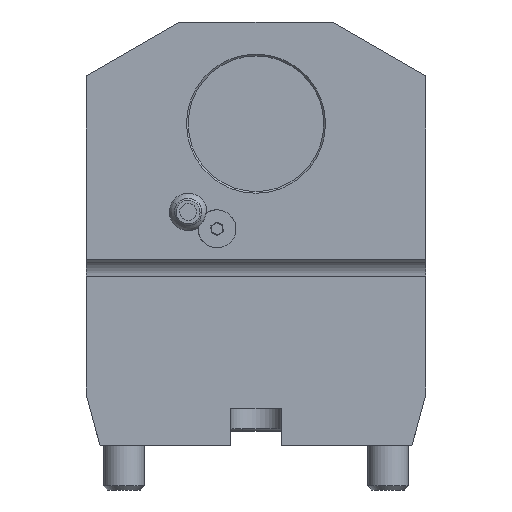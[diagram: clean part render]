
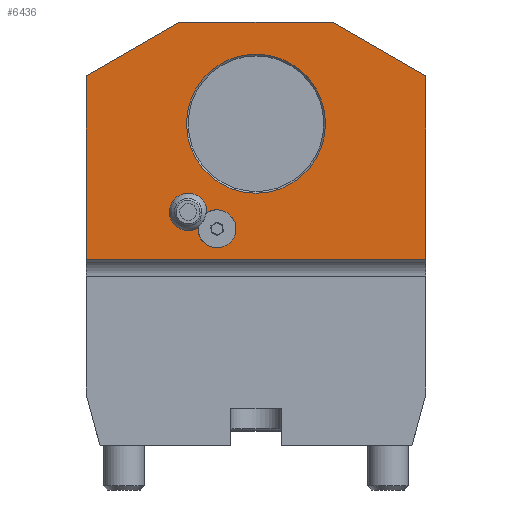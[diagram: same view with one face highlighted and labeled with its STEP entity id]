
A CAD part, left-side view. The second image highlights one B-rep face of the part: STEP entity #6436.
In plain terms, the highlighted planar face has unit normal (-1, 0, 0).
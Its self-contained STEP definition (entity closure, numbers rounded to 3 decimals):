
#66=DIRECTION('',(0.,0.,1.));
#67=VECTOR('',#66,54.123);
#68=CARTESIAN_POINT('',(-71.,-50.,55.));
#69=LINE('',#68,#67);
#1310=DIRECTION('',(0.,-1.,0.));
#1311=VECTOR('',#1310,45.);
#1312=CARTESIAN_POINT('',(-71.,22.5,125.));
#1313=LINE('',#1312,#1311);
#1322=DIRECTION('',(0.,-1.,0.));
#1323=VECTOR('',#1322,100.);
#1324=CARTESIAN_POINT('',(-71.,50.,55.));
#1325=LINE('',#1324,#1323);
#1326=DIRECTION('',(0.,0.,1.));
#1327=VECTOR('',#1326,54.123);
#1328=CARTESIAN_POINT('',(-71.,50.,55.));
#1329=LINE('',#1328,#1327);
#1330=DIRECTION('',(0.,-0.866,0.5));
#1331=VECTOR('',#1330,31.754);
#1332=CARTESIAN_POINT('',(-71.,50.,109.123));
#1333=LINE('',#1332,#1331);
#1334=DIRECTION('',(0.,0.866,0.5));
#1335=VECTOR('',#1334,31.754);
#1336=CARTESIAN_POINT('',(-71.,-50.,109.123));
#1337=LINE('',#1336,#1335);
#1338=CARTESIAN_POINT('',(-71.,0.,95.));
#1339=DIRECTION('',(1.,0.,0.));
#1340=DIRECTION('',(0.,1.,0.));
#1341=AXIS2_PLACEMENT_3D('',#1338,#1339,#1340);
#1343=CARTESIAN_POINT('',(-71.,0.,95.));
#1344=DIRECTION('',(1.,0.,0.));
#1345=DIRECTION('',(0.,-1.,0.));
#1346=AXIS2_PLACEMENT_3D('',#1343,#1344,#1345);
#1348=CARTESIAN_POINT('',(-71.,20.,69.));
#1349=DIRECTION('',(-1.,0.,0.));
#1350=DIRECTION('',(0.,-0.987,-0.159));
#1351=AXIS2_PLACEMENT_3D('',#1348,#1349,#1350);
#1353=CARTESIAN_POINT('',(-71.,20.,69.));
#1354=DIRECTION('',(-1.,0.,0.));
#1355=DIRECTION('',(0.,0.833,0.553));
#1356=AXIS2_PLACEMENT_3D('',#1353,#1354,#1355);
#2040=CARTESIAN_POINT('',(-71.,11.5,64.));
#2041=DIRECTION('',(1.,0.,0.));
#2042=DIRECTION('',(0.,0.593,0.805));
#2043=AXIS2_PLACEMENT_3D('',#2040,#2041,#2042);
#2068=CARTESIAN_POINT('',(-71.,16.579,64.653));
#2095=CARTESIAN_POINT('',(-71.,14.539,68.121));
#4617=CARTESIAN_POINT('',(-71.,22.5,125.));
#4619=VERTEX_POINT('',#4617);
#4622=CARTESIAN_POINT('',(-71.,50.,109.123));
#4624=VERTEX_POINT('',#4622);
#4691=CARTESIAN_POINT('',(-71.,20.5,95.));
#4692=CARTESIAN_POINT('',(-71.,-20.5,95.));
#4693=VERTEX_POINT('',#4691);
#4694=VERTEX_POINT('',#4692);
#4703=CARTESIAN_POINT('',(-71.,-22.5,125.));
#4705=VERTEX_POINT('',#4703);
#4707=CARTESIAN_POINT('',(-71.,-50.,109.123));
#4709=VERTEX_POINT('',#4707);
#4723=CARTESIAN_POINT('',(-71.,-50.,55.));
#4724=VERTEX_POINT('',#4723);
#4729=CARTESIAN_POINT('',(-71.,50.,55.));
#4730=VERTEX_POINT('',#4729);
#5203=CARTESIAN_POINT('',(-71.,24.609,72.058));
#5204=VERTEX_POINT('',#5203);
#5246=VERTEX_POINT('',#2068);
#5250=VERTEX_POINT('',#2095);
#6408=CARTESIAN_POINT('',(-71.,50.,0.));
#6409=DIRECTION('',(-1.,0.,0.));
#6410=DIRECTION('',(0.,-1.,0.));
#6411=AXIS2_PLACEMENT_3D('',#6408,#6409,#6410);
#6412=PLANE('',#6411);
#6414=ORIENTED_EDGE('',*,*,#6413,.F.);
#6415=ORIENTED_EDGE('',*,*,#5501,.T.);
#6416=ORIENTED_EDGE('',*,*,#6375,.T.);
#6417=ORIENTED_EDGE('',*,*,#6388,.T.);
#6418=ORIENTED_EDGE('',*,*,#6402,.F.);
#6419=ORIENTED_EDGE('',*,*,#5420,.F.);
#6420=EDGE_LOOP('',(#6414,#6415,#6416,#6417,#6418,#6419));
#6421=FACE_OUTER_BOUND('',#6420,.F.);
#6423=ORIENTED_EDGE('',*,*,#6422,.F.);
#6425=ORIENTED_EDGE('',*,*,#6424,.F.);
#6426=EDGE_LOOP('',(#6423,#6425));
#6427=FACE_BOUND('',#6426,.F.);
#6429=ORIENTED_EDGE('',*,*,#6428,.F.);
#6431=ORIENTED_EDGE('',*,*,#6430,.T.);
#6433=ORIENTED_EDGE('',*,*,#6432,.T.);
#6434=EDGE_LOOP('',(#6429,#6431,#6433));
#6435=FACE_BOUND('',#6434,.F.);
#1342=CIRCLE('',#1341,20.5);
#1347=CIRCLE('',#1346,20.5);
#1352=CIRCLE('',#1351,5.531);
#1357=CIRCLE('',#1356,5.531);
#2044=CIRCLE('',#2043,5.121);
#5420=EDGE_CURVE('',#4724,#4709,#69,.T.);
#5501=EDGE_CURVE('',#4730,#4624,#1329,.T.);
#6375=EDGE_CURVE('',#4624,#4619,#1333,.T.);
#6388=EDGE_CURVE('',#4619,#4705,#1313,.T.);
#6402=EDGE_CURVE('',#4709,#4705,#1337,.T.);
#6413=EDGE_CURVE('',#4730,#4724,#1325,.T.);
#6422=EDGE_CURVE('',#4693,#4694,#1342,.T.);
#6424=EDGE_CURVE('',#4694,#4693,#1347,.T.);
#6428=EDGE_CURVE('',#5250,#5246,#2044,.T.);
#6430=EDGE_CURVE('',#5250,#5204,#1352,.T.);
#6432=EDGE_CURVE('',#5204,#5246,#1357,.T.);
#6436=ADVANCED_FACE('',(#6421,#6427,#6435),#6412,.T.);
